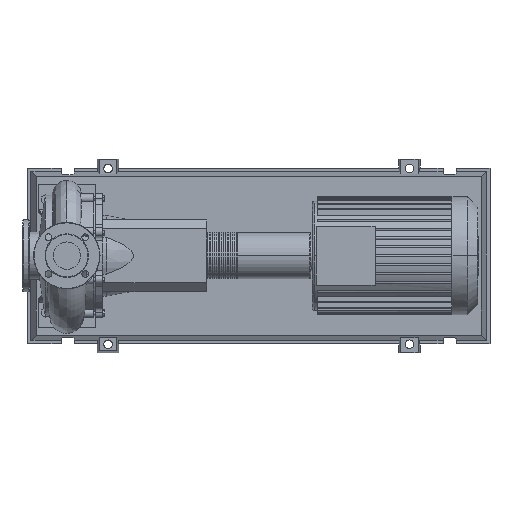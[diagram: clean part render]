
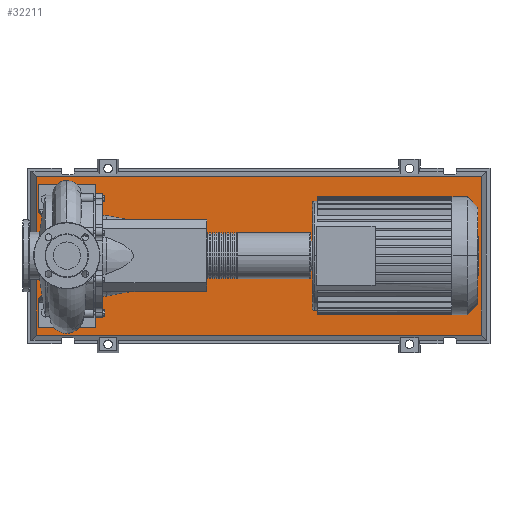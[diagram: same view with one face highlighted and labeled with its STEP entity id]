
A CAD part, top view. The second image highlights one B-rep face of the part: STEP entity #32211.
In plain terms, the highlighted planar face has unit normal (0, 0, 1).
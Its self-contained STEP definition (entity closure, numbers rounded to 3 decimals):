
#31892=CARTESIAN_POINT('',(1155.471,-220.471,103.0));
#31893=VERTEX_POINT('',#31892);
#31900=CARTESIAN_POINT('',(-85.471,-220.471,103.0));
#31901=VERTEX_POINT('',#31900);
#31902=CARTESIAN_POINT('',(1155.471,-220.471,103.0));
#31903=DIRECTION('',(-1.0,0.0,0.0));
#31904=VECTOR('',#31903,1240.941);
#31905=LINE('',#31902,#31904);
#31906=EDGE_CURVE('',#31893,#31901,#31905,.T.);
#32124=CARTESIAN_POINT('',(1155.471,220.471,103.0));
#32125=VERTEX_POINT('',#32124);
#32126=CARTESIAN_POINT('',(1155.471,220.471,103.0));
#32127=DIRECTION('',(0.0,-1.0,0.0));
#32128=VECTOR('',#32127,440.941);
#32129=LINE('',#32126,#32128);
#32130=EDGE_CURVE('',#32125,#31893,#32129,.T.);
#32148=CARTESIAN_POINT('',(-85.471,220.471,103.0));
#32149=VERTEX_POINT('',#32148);
#32150=CARTESIAN_POINT('',(-85.471,-220.471,103.0));
#32151=DIRECTION('',(0.0,1.0,0.0));
#32152=VECTOR('',#32151,440.941);
#32153=LINE('',#32150,#32152);
#32154=EDGE_CURVE('',#31901,#32149,#32153,.T.);
#32187=CARTESIAN_POINT('',(-85.471,220.471,103.0));
#32188=DIRECTION('',(1.0,0.0,0.0));
#32189=VECTOR('',#32188,1240.941);
#32190=LINE('',#32187,#32189);
#32191=EDGE_CURVE('',#32149,#32125,#32190,.T.);
#32200=CARTESIAN_POINT('',(535.,0.,103.0));
#32201=DIRECTION('',(0.0,0.0,1.0));
#32202=DIRECTION('',(1.0,0.0,0.0));
#32203=AXIS2_PLACEMENT_3D('',#32200,#32201,#32202);
#32204=PLANE('',#32203);
#32205=ORIENTED_EDGE('',*,*,#32130,.F.);
#32206=ORIENTED_EDGE('',*,*,#32191,.F.);
#32207=ORIENTED_EDGE('',*,*,#32154,.F.);
#32208=ORIENTED_EDGE('',*,*,#31906,.F.);
#32209=EDGE_LOOP('',(#32205,#32206,#32207,#32208));
#32210=FACE_OUTER_BOUND('',#32209,.T.);
#32211=ADVANCED_FACE('',(#32210),#32204,.T.);
